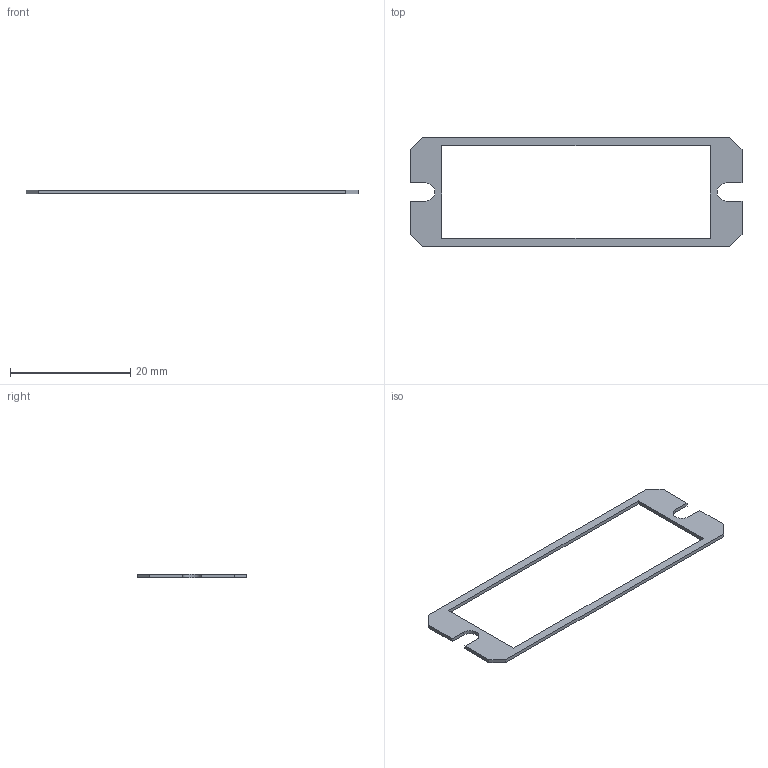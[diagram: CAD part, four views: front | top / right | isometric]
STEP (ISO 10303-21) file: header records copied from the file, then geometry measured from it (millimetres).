
FILE_DESCRIPTION((''),'2;1');
FILE_NAME('3350_0202_302','2020-01-31T',('presta_be4'),(''),'CREO PARAMETRIC BY PTC INC, 2018360','CREO PARAMETRIC BY PTC INC, 2018360','');
FILE_SCHEMA(('CONFIG_CONTROL_DESIGN'));
Length unit declared in the file: millimetre
Products named in the file (1): 3350_0202_302
Bounding box: 55.3 x 18.2 x 0.6 mm (x, y, z)
Volume: 173.6 mm3; surface area: 744.6 mm2
Topology: 1 solids, 1 shells, 22 faces, 60 edges, 40 vertices
Faces by surface type: plane 20, cylinder 2
Entity records: 730 total; most frequent: CARTESIAN_POINT 122, ORIENTED_EDGE 120, DIRECTION 108, EDGE_CURVE 60, VECTOR 56, LINE 56, VERTEX_POINT 40, AXIS2_PLACEMENT_3D 26
